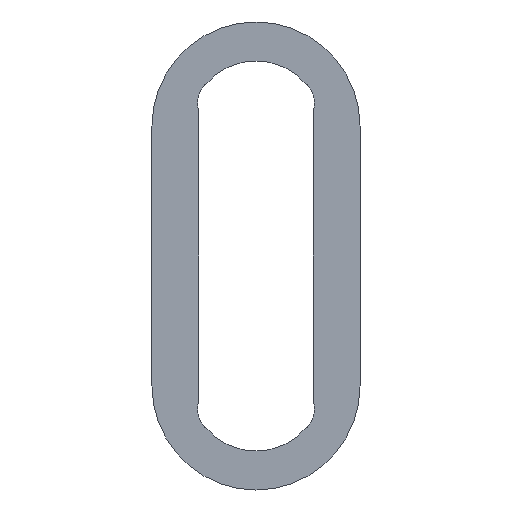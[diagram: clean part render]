
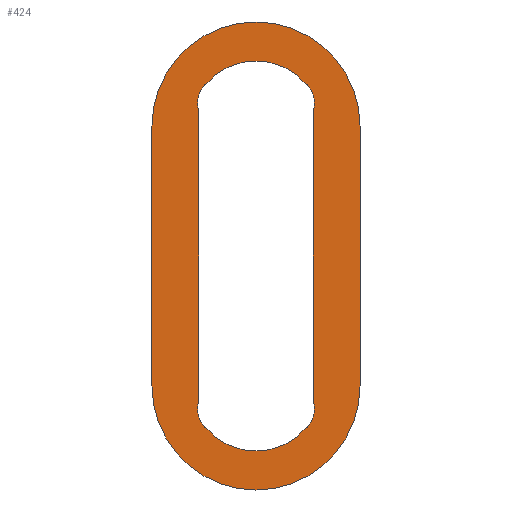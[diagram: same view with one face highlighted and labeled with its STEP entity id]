
A CAD part, front view. The second image highlights one B-rep face of the part: STEP entity #424.
In plain terms, the highlighted planar face has unit normal (0, -1, 0).
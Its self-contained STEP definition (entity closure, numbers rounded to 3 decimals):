
#17=FACE_BOUND('',#75,.T.);
#26=PLANE('',#498);
#49=FACE_OUTER_BOUND('',#74,.T.);
#74=EDGE_LOOP('',(#376,#377,#378,#379));
#75=EDGE_LOOP('',(#380,#381,#382,#383,#384,#385,#386,#387));
#90=LINE('',#695,#122);
#94=LINE('',#706,#126);
#99=LINE('',#726,#131);
#105=LINE('',#750,#137);
#122=VECTOR('',#563,10.);
#126=VECTOR('',#575,10.);
#131=VECTOR('',#596,10.);
#137=VECTOR('',#622,10.);
#152=CIRCLE('',#469,8.);
#154=CIRCLE('',#473,8.);
#156=CIRCLE('',#478,5.);
#158=CIRCLE('',#481,2.);
#160=CIRCLE('',#485,2.);
#162=CIRCLE('',#488,5.);
#164=CIRCLE('',#491,2.);
#166=CIRCLE('',#495,2.);
#184=VERTEX_POINT('',#685);
#185=VERTEX_POINT('',#686);
#188=VERTEX_POINT('',#694);
#190=VERTEX_POINT('',#700);
#192=VERTEX_POINT('',#710);
#193=VERTEX_POINT('',#711);
#196=VERTEX_POINT('',#719);
#198=VERTEX_POINT('',#725);
#200=VERTEX_POINT('',#731);
#202=VERTEX_POINT('',#737);
#204=VERTEX_POINT('',#743);
#206=VERTEX_POINT('',#749);
#232=EDGE_CURVE('',#184,#185,#152,.T.);
#236=EDGE_CURVE('',#188,#184,#90,.T.);
#239=EDGE_CURVE('',#190,#188,#154,.T.);
#242=EDGE_CURVE('',#185,#190,#94,.T.);
#244=EDGE_CURVE('',#192,#193,#156,.T.);
#248=EDGE_CURVE('',#196,#192,#158,.T.);
#251=EDGE_CURVE('',#198,#196,#99,.T.);
#254=EDGE_CURVE('',#200,#198,#160,.T.);
#257=EDGE_CURVE('',#202,#200,#162,.T.);
#260=EDGE_CURVE('',#204,#202,#164,.T.);
#263=EDGE_CURVE('',#206,#204,#105,.T.);
#266=EDGE_CURVE('',#193,#206,#166,.T.);
#376=ORIENTED_EDGE('',*,*,#242,.F.);
#377=ORIENTED_EDGE('',*,*,#232,.F.);
#378=ORIENTED_EDGE('',*,*,#236,.F.);
#379=ORIENTED_EDGE('',*,*,#239,.F.);
#380=ORIENTED_EDGE('',*,*,#266,.F.);
#381=ORIENTED_EDGE('',*,*,#244,.F.);
#382=ORIENTED_EDGE('',*,*,#248,.F.);
#383=ORIENTED_EDGE('',*,*,#251,.F.);
#384=ORIENTED_EDGE('',*,*,#254,.F.);
#385=ORIENTED_EDGE('',*,*,#257,.F.);
#386=ORIENTED_EDGE('',*,*,#260,.F.);
#387=ORIENTED_EDGE('',*,*,#263,.F.);
#424=ADVANCED_FACE('',(#49,#17),#26,.F.);
#469=AXIS2_PLACEMENT_3D('',#687,#555,#556);
#473=AXIS2_PLACEMENT_3D('',#701,#568,#569);
#478=AXIS2_PLACEMENT_3D('',#712,#581,#582);
#481=AXIS2_PLACEMENT_3D('',#720,#589,#590);
#485=AXIS2_PLACEMENT_3D('',#732,#601,#602);
#488=AXIS2_PLACEMENT_3D('',#738,#608,#609);
#491=AXIS2_PLACEMENT_3D('',#744,#615,#616);
#495=AXIS2_PLACEMENT_3D('',#755,#627,#628);
#498=AXIS2_PLACEMENT_3D('',#758,#633,#634);
#555=DIRECTION('center_axis',(0.,1.,0.));
#556=DIRECTION('ref_axis',(1.,0.,0.));
#563=DIRECTION('',(0.,0.,-1.));
#568=DIRECTION('center_axis',(0.,1.,0.));
#569=DIRECTION('ref_axis',(-1.,0.,0.));
#575=DIRECTION('',(0.,0.,1.));
#581=DIRECTION('center_axis',(0.,-1.,0.));
#582=DIRECTION('ref_axis',(-0.88,0.,0.475));
#589=DIRECTION('center_axis',(0.,-1.,0.));
#590=DIRECTION('ref_axis',(0.602,0.,0.799));
#596=DIRECTION('',(0.,0.,-1.));
#601=DIRECTION('center_axis',(0.,-1.,0.));
#602=DIRECTION('ref_axis',(0.953,0.,0.303));
#608=DIRECTION('center_axis',(0.,-1.,0.));
#609=DIRECTION('ref_axis',(0.88,0.,-0.475));
#615=DIRECTION('center_axis',(0.,-1.,0.));
#616=DIRECTION('ref_axis',(-0.602,0.,-0.799));
#622=DIRECTION('',(0.,0.,1.));
#627=DIRECTION('center_axis',(0.,-1.,0.));
#628=DIRECTION('ref_axis',(-0.953,0.,-0.303));
#633=DIRECTION('center_axis',(0.,1.,0.));
#634=DIRECTION('ref_axis',(0.,0.,1.));
#685=CARTESIAN_POINT('',(8.,0.,-10.));
#686=CARTESIAN_POINT('',(-8.,0.,-10.));
#687=CARTESIAN_POINT('Origin',(0.,0.,-10.));
#694=CARTESIAN_POINT('',(8.,0.,10.));
#695=CARTESIAN_POINT('',(8.,0.,10.));
#700=CARTESIAN_POINT('',(-8.,0.,10.));
#701=CARTESIAN_POINT('Origin',(0.,0.,10.));
#706=CARTESIAN_POINT('',(-8.,0.,-10.));
#710=CARTESIAN_POINT('',(-3.698,0.,-13.365));
#711=CARTESIAN_POINT('',(3.698,0.,-13.365));
#712=CARTESIAN_POINT('Origin',(0.,0.,-10.));
#719=CARTESIAN_POINT('',(-4.4,0.,-11.161));
#720=CARTESIAN_POINT('Origin',(-2.494,0.,-11.768));
#725=CARTESIAN_POINT('',(-4.4,0.,11.161));
#726=CARTESIAN_POINT('',(-4.4,0.,12.375));
#731=CARTESIAN_POINT('',(-3.698,0.,13.365));
#732=CARTESIAN_POINT('Origin',(-2.494,0.,11.768));
#737=CARTESIAN_POINT('',(3.698,0.,13.365));
#738=CARTESIAN_POINT('Origin',(0.,0.,10.));
#743=CARTESIAN_POINT('',(4.4,0.,11.161));
#744=CARTESIAN_POINT('Origin',(2.494,0.,11.768));
#749=CARTESIAN_POINT('',(4.4,0.,-11.161));
#750=CARTESIAN_POINT('',(4.4,0.,-12.375));
#755=CARTESIAN_POINT('Origin',(2.494,0.,-11.768));
#758=CARTESIAN_POINT('Origin',(0.,0.,0.));
